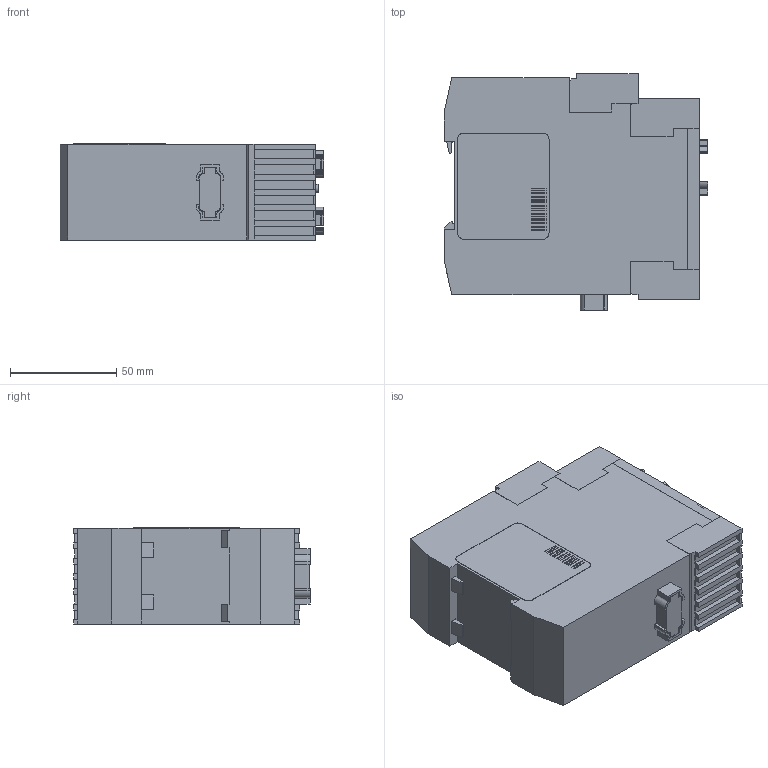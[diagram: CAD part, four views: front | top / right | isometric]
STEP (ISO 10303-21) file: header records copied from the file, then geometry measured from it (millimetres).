
FILE_DESCRIPTION (( 'STEP AP214' ), '1' );
FILE_NAME ('3RK3131-1AC10.STEP', '2011-02-23T15:46:59', ( 'Uwe Förster' ), ( 'Siemens and Partners' ), 'SwSTEP 2.0', 'SolidWorks 2011', '' );
FILE_SCHEMA (( 'AUTOMOTIVE_DESIGN' ));
Length unit declared in the file: millimetre
Products named in the file (1): 3RK3131-1AC10
Bounding box: 124 x 111.15 x 45.2 mm (x, y, z)
Volume: 518374.7 mm3; surface area: 59103.9 mm2
Topology: 1 solids, 1 shells, 1689 faces, 4520 edges, 2993 vertices
Faces by surface type: plane 1199, bspline 418, cylinder 72
Entity records: 84220 total; most frequent: CARTESIAN_POINT 26958, ORIENTED_EDGE 9040, DIRECTION 6229, EDGE_CURVE 4520, LINE 3397, VECTOR 3397, VERTEX_POINT 2993, EDGE_LOOP 1857
